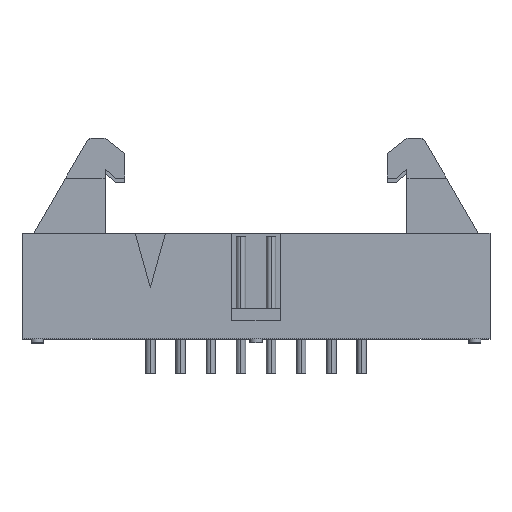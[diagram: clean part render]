
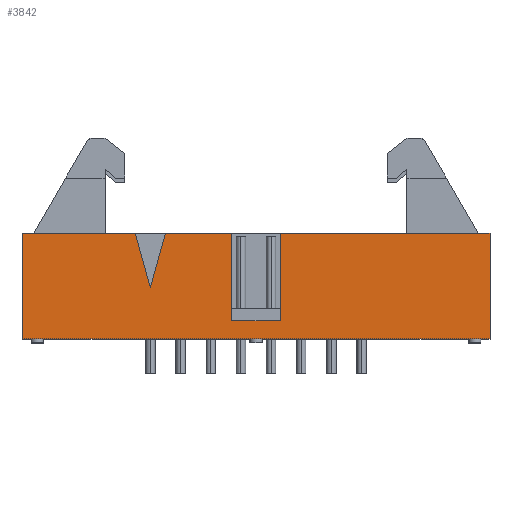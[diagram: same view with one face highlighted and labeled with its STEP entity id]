
A CAD part, top view. The second image highlights one B-rep face of the part: STEP entity #3842.
In plain terms, the highlighted planar face has unit normal (0, 0, 1).
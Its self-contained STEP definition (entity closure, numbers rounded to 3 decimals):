
#105=DIRECTION('',(1.,0.,0.));
#106=VECTOR('',#105,39.37);
#107=CARTESIAN_POINT('',(-19.685,0.33,4.445));
#108=LINE('',#107,#106);
#445=DIRECTION('',(1.,0.,0.));
#446=VECTOR('',#445,17.653);
#447=CARTESIAN_POINT('',(2.032,9.22,4.445));
#448=LINE('',#447,#446);
#457=DIRECTION('',(1.,0.,0.));
#458=VECTOR('',#457,9.525);
#459=CARTESIAN_POINT('',(-19.685,9.22,4.445));
#460=LINE('',#459,#458);
#481=DIRECTION('',(1.,0.,0.));
#482=VECTOR('',#481,5.588);
#483=CARTESIAN_POINT('',(-7.62,9.22,4.445));
#484=LINE('',#483,#482);
#827=DIRECTION('',(0.268,-0.964,0.));
#828=VECTOR('',#827,4.745);
#829=CARTESIAN_POINT('',(-10.16,9.22,4.445));
#830=LINE('',#829,#828);
#831=DIRECTION('',(0.268,0.964,0.));
#832=VECTOR('',#831,4.745);
#833=CARTESIAN_POINT('',(-8.89,4.648,4.445));
#834=LINE('',#833,#832);
#835=DIRECTION('',(0.,-1.,0.));
#836=VECTOR('',#835,7.366);
#837=CARTESIAN_POINT('',(-2.032,9.22,4.445));
#838=LINE('',#837,#836);
#839=DIRECTION('',(1.,0.,0.));
#840=VECTOR('',#839,4.064);
#841=CARTESIAN_POINT('',(-2.032,1.854,4.445));
#842=LINE('',#841,#840);
#843=DIRECTION('',(0.,-1.,0.));
#844=VECTOR('',#843,7.366);
#845=CARTESIAN_POINT('',(2.032,9.22,4.445));
#846=LINE('',#845,#844);
#847=DIRECTION('',(0.,1.,0.));
#848=VECTOR('',#847,8.89);
#849=CARTESIAN_POINT('',(-19.685,0.33,4.445));
#850=LINE('',#849,#848);
#883=DIRECTION('',(0.,1.,0.));
#884=VECTOR('',#883,8.89);
#885=CARTESIAN_POINT('',(19.685,0.33,4.445));
#886=LINE('',#885,#884);
#2484=CARTESIAN_POINT('',(-19.685,0.33,4.445));
#2486=VERTEX_POINT('',#2484);
#2487=CARTESIAN_POINT('',(19.685,0.33,4.445));
#2488=VERTEX_POINT('',#2487);
#2515=CARTESIAN_POINT('',(-19.685,9.22,4.445));
#2516=VERTEX_POINT('',#2515);
#2517=CARTESIAN_POINT('',(19.685,9.22,4.445));
#2518=VERTEX_POINT('',#2517);
#2619=CARTESIAN_POINT('',(-2.032,9.22,4.445));
#2621=VERTEX_POINT('',#2619);
#2623=CARTESIAN_POINT('',(2.032,9.22,4.445));
#2625=VERTEX_POINT('',#2623);
#2627=CARTESIAN_POINT('',(-2.032,1.854,4.445));
#2628=VERTEX_POINT('',#2627);
#2629=CARTESIAN_POINT('',(2.032,1.854,4.445));
#2630=VERTEX_POINT('',#2629);
#2914=CARTESIAN_POINT('',(-10.16,9.22,4.445));
#2915=VERTEX_POINT('',#2914);
#2916=CARTESIAN_POINT('',(-7.62,9.22,4.445));
#2917=VERTEX_POINT('',#2916);
#2918=CARTESIAN_POINT('',(-8.89,4.648,4.445));
#2919=VERTEX_POINT('',#2918);
#3818=CARTESIAN_POINT('',(-19.685,0.33,4.445));
#3819=DIRECTION('',(0.,0.,1.));
#3820=DIRECTION('',(1.,0.,0.));
#3821=AXIS2_PLACEMENT_3D('',#3818,#3819,#3820);
#3822=PLANE('',#3821);
#3824=ORIENTED_EDGE('',*,*,#3823,.T.);
#3826=ORIENTED_EDGE('',*,*,#3825,.T.);
#3827=ORIENTED_EDGE('',*,*,#3513,.T.);
#3829=ORIENTED_EDGE('',*,*,#3828,.T.);
#3831=ORIENTED_EDGE('',*,*,#3830,.T.);
#3832=ORIENTED_EDGE('',*,*,#3807,.F.);
#3833=ORIENTED_EDGE('',*,*,#3487,.T.);
#3835=ORIENTED_EDGE('',*,*,#3834,.F.);
#3836=ORIENTED_EDGE('',*,*,#3239,.F.);
#3838=ORIENTED_EDGE('',*,*,#3837,.T.);
#3839=ORIENTED_EDGE('',*,*,#3501,.T.);
#3840=EDGE_LOOP('',(#3824,#3826,#3827,#3829,#3831,#3832,#3833,#3835,#3836,#3838,
#3839));
#3841=FACE_OUTER_BOUND('',#3840,.F.);
#3842=ADVANCED_FACE('',(#3841),#3822,.T.);
#3239=EDGE_CURVE('',#2486,#2488,#108,.T.);
#3487=EDGE_CURVE('',#2625,#2518,#448,.T.);
#3501=EDGE_CURVE('',#2516,#2915,#460,.T.);
#3513=EDGE_CURVE('',#2917,#2621,#484,.T.);
#3807=EDGE_CURVE('',#2625,#2630,#846,.T.);
#3823=EDGE_CURVE('',#2915,#2919,#830,.T.);
#3825=EDGE_CURVE('',#2919,#2917,#834,.T.);
#3828=EDGE_CURVE('',#2621,#2628,#838,.T.);
#3830=EDGE_CURVE('',#2628,#2630,#842,.T.);
#3834=EDGE_CURVE('',#2488,#2518,#886,.T.);
#3837=EDGE_CURVE('',#2486,#2516,#850,.T.);
